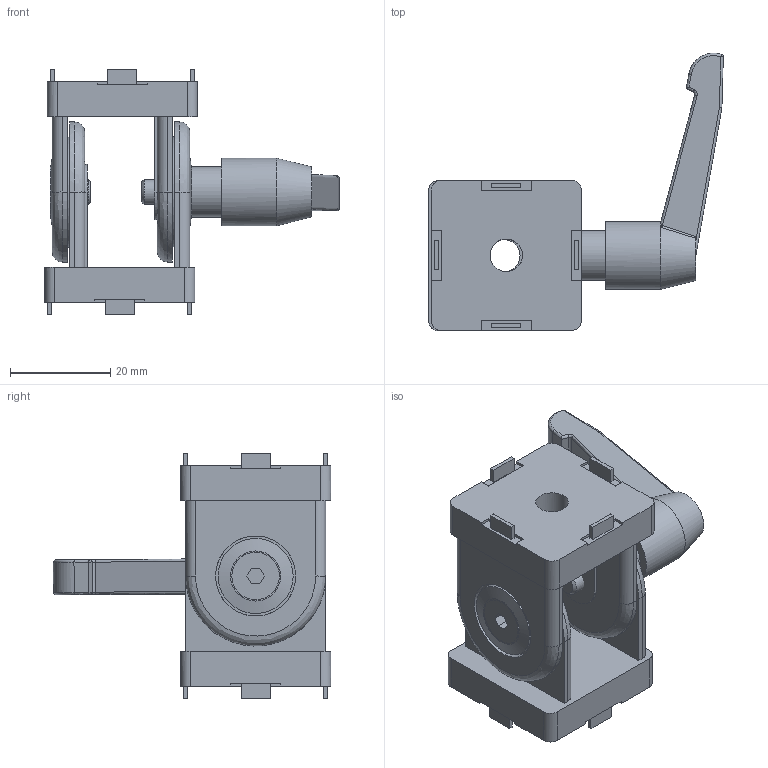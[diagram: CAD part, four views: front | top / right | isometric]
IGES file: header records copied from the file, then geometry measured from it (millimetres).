
Global section: file name: 323031; native system: Autodesk Inventor 2021; preprocessor: unknown; author: Rosický,; organization: 11; date: 20221007.080951; units: millimetre
Bounding box: 58.87 x 55.42 x 49 mm (x, y, z)
Volume: 25658.8 mm3; surface area: 16685.4 mm2
Topology: 8 solids, 8 shells, 278 faces, 677 edges, 446 vertices
Faces by surface type: bspline 278
